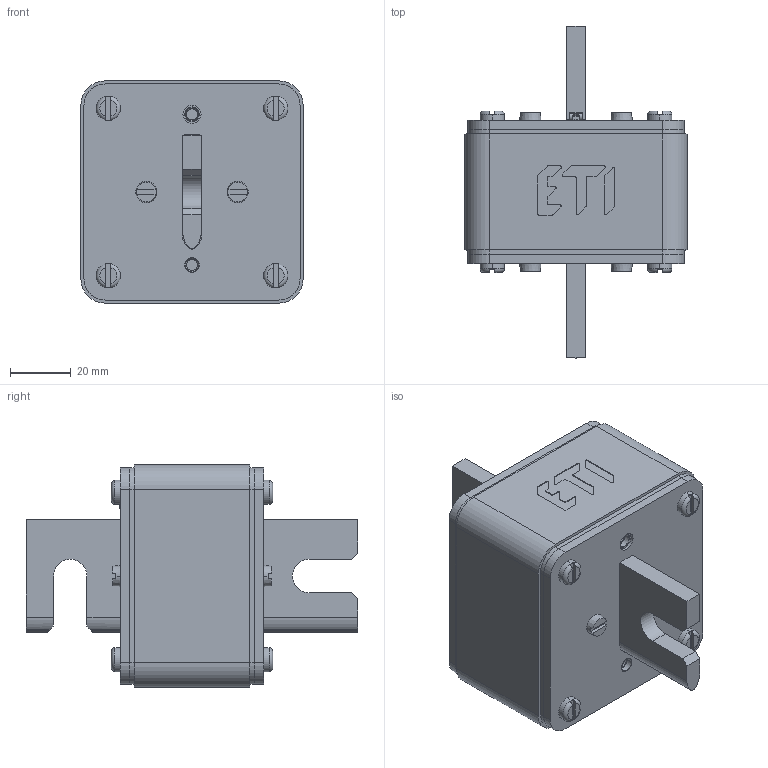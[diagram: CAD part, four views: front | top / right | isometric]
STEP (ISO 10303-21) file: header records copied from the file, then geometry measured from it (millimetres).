
FILE_DESCRIPTION((''),'2;1');
FILE_NAME('004385128_ASM','2021-11-25T',('said.beganovic'),('Audax d.o.o.'),'CREO PARAMETRIC BY PTC INC, 2017020','CREO PARAMETRIC BY PTC INC, 2017020','');
FILE_SCHEMA(('AUTOMOTIVE_DESIGN { 1 0 10303 214 1 1 1 1 }'));
Length unit declared in the file: millimetre
Products named in the file (15): 0000029788; 0000045934; 0000019000_AF0; 0000033521_AF0; 0000067375_ASM; 0000019000_AF1; 0000033518_AF0; 0000067379_ASM; 0000064300; 0000011599; 0000037876; 0000015360; 0000011586; 0000011580; 004385128_ASM
Assembly tree (28 placements, depth 3):
  004385128_ASM
    0000029788
    0000045934  x2
    0000067375_ASM
      0000019000_AF0
      0000033521_AF0
    0000067379_ASM
      0000019000_AF1
      0000033518_AF0
    0000064300  x2
    0000011599  x3
    0000037876  x4
    0000015360  x8
    0000011586
    0000011580
Bounding box: 73 x 109 x 73 mm (x, y, z)
Volume: 271618.9 mm3; surface area: 83421.2 mm2
Topology: 26 solids, 42 shells, 726 faces, 1740 edges, 1092 vertices
Faces by surface type: cylinder 300, plane 279, cone 72, torus 72, bspline 3
Entity records: 22799 total; most frequent: CARTESIAN_POINT 2629, DIRECTION 2370, ORIENTED_EDGE 1996, PRESENTATION_STYLE_ASSIGNMENT 1461, STYLED_ITEM 1410, CURVE_STYLE 1024, EDGE_CURVE 1024, AXIS2_PLACEMENT_3D 902
